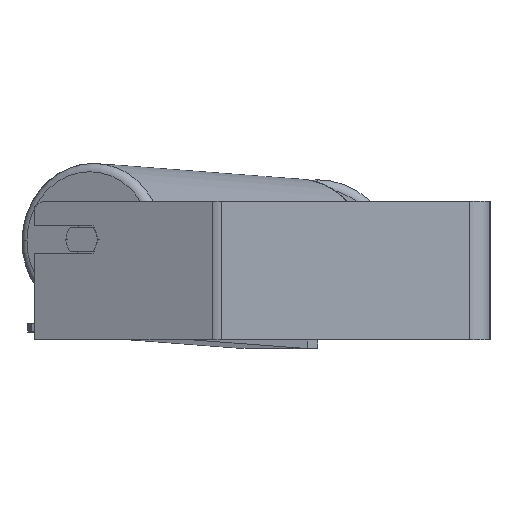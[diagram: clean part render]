
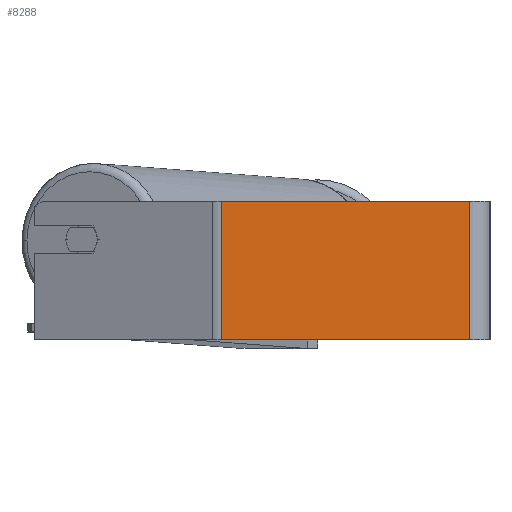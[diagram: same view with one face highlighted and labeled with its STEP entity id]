
A CAD part, left-side view. The second image highlights one B-rep face of the part: STEP entity #8288.
In plain terms, the highlighted planar face has unit normal (-1, 0, 0).
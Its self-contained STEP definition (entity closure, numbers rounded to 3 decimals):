
#64 = DIRECTION ( 'NONE',  ( 0., -1., 0. ) ) ;
#299 = CARTESIAN_POINT ( 'NONE',  ( -490., 158.177, 40. ) ) ;
#328 = ORIENTED_EDGE ( 'NONE', *, *, #7324, .T. ) ;
#359 = VERTEX_POINT ( 'NONE', #7625 ) ;
#578 = CARTESIAN_POINT ( 'NONE',  ( -490., 155.517, 40. ) ) ;
#890 = VERTEX_POINT ( 'NONE', #578 ) ;
#1246 = DIRECTION ( 'NONE',  ( 0., -1., 0. ) ) ;
#1420 = DIRECTION ( 'NONE',  ( 0., 0., -1. ) ) ;
#1568 = LINE ( 'NONE', #3559, #2940 ) ;
#1604 = VECTOR ( 'NONE', #4667, 1000. ) ;
#1974 = ORIENTED_EDGE ( 'NONE', *, *, #2454, .F. ) ;
#2302 = VECTOR ( 'NONE', #1246, 1000. ) ;
#2310 = VERTEX_POINT ( 'NONE', #8608 ) ;
#2454 = EDGE_CURVE ( 'NONE', #890, #3090, #8731, .T. ) ;
#2940 = VECTOR ( 'NONE', #64, 1000. ) ;
#3090 = VERTEX_POINT ( 'NONE', #6773 ) ;
#3176 = ORIENTED_EDGE ( 'NONE', *, *, #7473, .F. ) ;
#3235 = LINE ( 'NONE', #8884, #1604 ) ;
#3559 = CARTESIAN_POINT ( 'NONE',  ( -490., 158.177, -40. ) ) ;
#4566 = CARTESIAN_POINT ( 'NONE',  ( -490., 158.177, 40. ) ) ;
#4667 = DIRECTION ( 'NONE',  ( 0., 0., -1. ) ) ;
#5132 = FACE_OUTER_BOUND ( 'NONE', #7085, .T. ) ;
#5300 = ORIENTED_EDGE ( 'NONE', *, *, #8749, .T. ) ;
#5585 = LINE ( 'NONE', #7052, #5852 ) ;
#5751 = DIRECTION ( 'NONE',  ( 0., 0., -1. ) ) ;
#5852 = VECTOR ( 'NONE', #1420, 1000. ) ;
#6184 = AXIS2_PLACEMENT_3D ( 'NONE', #299, #8628, #5751 ) ;
#6385 = PLANE ( 'NONE',  #6184 ) ;
#6773 = CARTESIAN_POINT ( 'NONE',  ( -490., 12., 40. ) ) ;
#7052 = CARTESIAN_POINT ( 'NONE',  ( -490., 12., 40. ) ) ;
#7085 = EDGE_LOOP ( 'NONE', ( #5300, #3176, #1974, #328 ) ) ;
#7324 = EDGE_CURVE ( 'NONE', #890, #359, #3235, .T. ) ;
#7473 = EDGE_CURVE ( 'NONE', #3090, #2310, #5585, .T. ) ;
#7625 = CARTESIAN_POINT ( 'NONE',  ( -490., 155.517, -40. ) ) ;
#8288 = ADVANCED_FACE ( 'NONE', ( #5132 ), #6385, .F. ) ;
#8608 = CARTESIAN_POINT ( 'NONE',  ( -490., 12., -40. ) ) ;
#8628 = DIRECTION ( 'NONE',  ( 1., 0., 0. ) ) ;
#8731 = LINE ( 'NONE', #4566, #2302 ) ;
#8749 = EDGE_CURVE ( 'NONE', #359, #2310, #1568, .T. ) ;
#8884 = CARTESIAN_POINT ( 'NONE',  ( -490., 155.517, 40. ) ) ;
